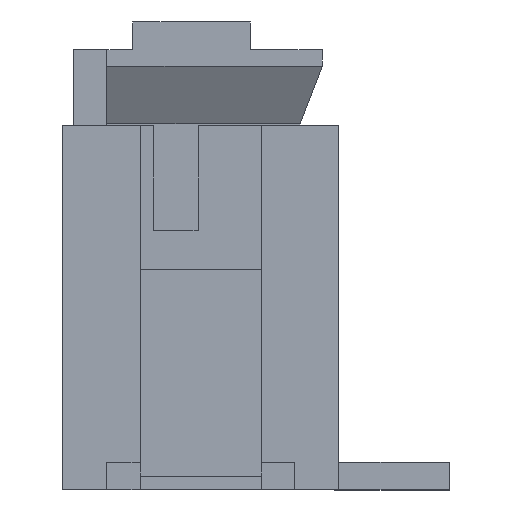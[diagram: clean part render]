
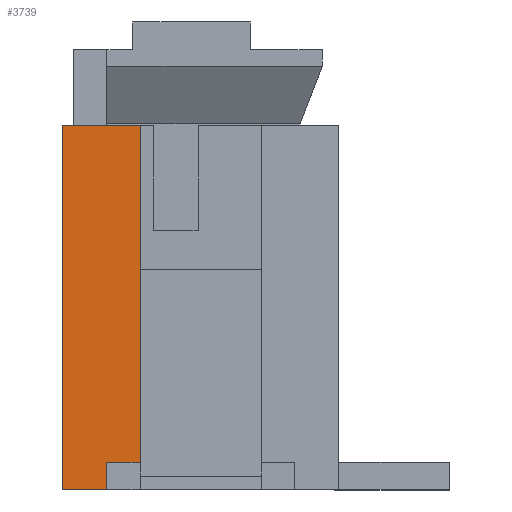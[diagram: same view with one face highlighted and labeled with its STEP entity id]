
A CAD part, left-side view. The second image highlights one B-rep face of the part: STEP entity #3739.
In plain terms, the highlighted planar face has unit normal (-1, 0, 0).
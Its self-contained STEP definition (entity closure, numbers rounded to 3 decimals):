
#507 = PLANE('',#508);
#508 = AXIS2_PLACEMENT_3D('',#509,#510,#511);
#509 = CARTESIAN_POINT('',(-5.6,1.7,0.5));
#510 = DIRECTION('',(0.,0.,-1.));
#511 = DIRECTION('',(0.,-1.,0.));
#944 = PLANE('',#945);
#945 = AXIS2_PLACEMENT_3D('',#946,#947,#948);
#946 = CARTESIAN_POINT('',(-7.,-2.5,0.));
#947 = DIRECTION('',(0.,0.,1.));
#948 = DIRECTION('',(0.,1.,0.));
#1246 = PLANE('',#1247);
#1247 = AXIS2_PLACEMENT_3D('',#1248,#1249,#1250);
#1248 = CARTESIAN_POINT('',(-7.,1.7,0.5));
#1249 = DIRECTION('',(0.,1.,0.));
#1250 = DIRECTION('',(0.,0.,-1.));
#1722 = VERTEX_POINT('',#1723);
#1723 = CARTESIAN_POINT('',(-7.,1.7,0.));
#1746 = VERTEX_POINT('',#1747);
#1747 = CARTESIAN_POINT('',(-7.,1.7,0.5));
#1768 = EDGE_CURVE('',#1746,#1722,#1769,.T.);
#1769 = SURFACE_CURVE('',#1770,(#1774,#1781),.PCURVE_S1.);
#1770 = LINE('',#1771,#1772);
#1771 = CARTESIAN_POINT('',(-7.,1.7,0.5));
#1772 = VECTOR('',#1773,1.);
#1773 = DIRECTION('',(0.,0.,-1.));
#1774 = PCURVE('',#1246,#1775);
#1775 = DEFINITIONAL_REPRESENTATION('',(#1776),#1780);
#1776 = LINE('',#1777,#1778);
#1777 = CARTESIAN_POINT('',(0.,0.));
#1778 = VECTOR('',#1779,1.);
#1779 = DIRECTION('',(1.,0.));
#1780 = ( GEOMETRIC_REPRESENTATION_CONTEXT(2) 
PARAMETRIC_REPRESENTATION_CONTEXT() REPRESENTATION_CONTEXT('2D SPACE',''
  ) );
#1781 = PCURVE('',#1782,#1787);
#1782 = PLANE('',#1783);
#1783 = AXIS2_PLACEMENT_3D('',#1784,#1785,#1786);
#1784 = CARTESIAN_POINT('',(-7.,2.5,6.6));
#1785 = DIRECTION('',(-1.,0.,0.));
#1786 = DIRECTION('',(0.,-1.,0.));
#1787 = DEFINITIONAL_REPRESENTATION('',(#1788),#1792);
#1788 = LINE('',#1789,#1790);
#1789 = CARTESIAN_POINT('',(0.8,-6.1));
#1790 = VECTOR('',#1791,1.);
#1791 = DIRECTION('',(0.,-1.));
#1792 = ( GEOMETRIC_REPRESENTATION_CONTEXT(2) 
PARAMETRIC_REPRESENTATION_CONTEXT() REPRESENTATION_CONTEXT('2D SPACE',''
  ) );
#1869 = PLANE('',#1870);
#1870 = AXIS2_PLACEMENT_3D('',#1871,#1872,#1873);
#1871 = CARTESIAN_POINT('',(-7.,1.1,0.));
#1872 = DIRECTION('',(0.,1.,0.));
#1873 = DIRECTION('',(-1.,0.,0.));
#2064 = VERTEX_POINT('',#2065);
#2065 = CARTESIAN_POINT('',(-7.,1.1,0.5));
#2086 = EDGE_CURVE('',#2064,#1746,#2087,.T.);
#2087 = SURFACE_CURVE('',#2088,(#2092,#2099),.PCURVE_S1.);
#2088 = LINE('',#2089,#2090);
#2089 = CARTESIAN_POINT('',(-7.,1.7,0.5));
#2090 = VECTOR('',#2091,1.);
#2091 = DIRECTION('',(0.,1.,0.));
#2092 = PCURVE('',#507,#2093);
#2093 = DEFINITIONAL_REPRESENTATION('',(#2094),#2098);
#2094 = LINE('',#2095,#2096);
#2095 = CARTESIAN_POINT('',(0.,1.4));
#2096 = VECTOR('',#2097,1.);
#2097 = DIRECTION('',(-1.,0.));
#2098 = ( GEOMETRIC_REPRESENTATION_CONTEXT(2) 
PARAMETRIC_REPRESENTATION_CONTEXT() REPRESENTATION_CONTEXT('2D SPACE',''
  ) );
#2099 = PCURVE('',#1782,#2100);
#2100 = DEFINITIONAL_REPRESENTATION('',(#2101),#2105);
#2101 = LINE('',#2102,#2103);
#2102 = CARTESIAN_POINT('',(0.8,-6.1));
#2103 = VECTOR('',#2104,1.);
#2104 = DIRECTION('',(-1.,0.));
#2105 = ( GEOMETRIC_REPRESENTATION_CONTEXT(2) 
PARAMETRIC_REPRESENTATION_CONTEXT() REPRESENTATION_CONTEXT('2D SPACE',''
  ) );
#3566 = EDGE_CURVE('',#3567,#1722,#3569,.T.);
#3567 = VERTEX_POINT('',#3568);
#3568 = CARTESIAN_POINT('',(-7.,2.5,0.));
#3569 = SURFACE_CURVE('',#3570,(#3574,#3581),.PCURVE_S1.);
#3570 = LINE('',#3571,#3572);
#3571 = CARTESIAN_POINT('',(-7.,-2.5,0.));
#3572 = VECTOR('',#3573,1.);
#3573 = DIRECTION('',(0.,-1.,0.));
#3574 = PCURVE('',#944,#3575);
#3575 = DEFINITIONAL_REPRESENTATION('',(#3576),#3580);
#3576 = LINE('',#3577,#3578);
#3577 = CARTESIAN_POINT('',(0.,0.));
#3578 = VECTOR('',#3579,1.);
#3579 = DIRECTION('',(-1.,0.));
#3580 = ( GEOMETRIC_REPRESENTATION_CONTEXT(2) 
PARAMETRIC_REPRESENTATION_CONTEXT() REPRESENTATION_CONTEXT('2D SPACE',''
  ) );
#3581 = PCURVE('',#1782,#3582);
#3582 = DEFINITIONAL_REPRESENTATION('',(#3583),#3587);
#3583 = LINE('',#3584,#3585);
#3584 = CARTESIAN_POINT('',(5.,-6.6));
#3585 = VECTOR('',#3586,1.);
#3586 = DIRECTION('',(1.,0.));
#3587 = ( GEOMETRIC_REPRESENTATION_CONTEXT(2) 
PARAMETRIC_REPRESENTATION_CONTEXT() REPRESENTATION_CONTEXT('2D SPACE',''
  ) );
#3605 = PLANE('',#3606);
#3606 = AXIS2_PLACEMENT_3D('',#3607,#3608,#3609);
#3607 = CARTESIAN_POINT('',(-7.,2.5,6.6));
#3608 = DIRECTION('',(0.,-1.,0.));
#3609 = DIRECTION('',(1.,0.,0.));
#3690 = VERTEX_POINT('',#3691);
#3691 = CARTESIAN_POINT('',(-7.,1.1,6.6));
#3705 = PLANE('',#3706);
#3706 = AXIS2_PLACEMENT_3D('',#3707,#3708,#3709);
#3707 = CARTESIAN_POINT('',(-7.,2.5,6.6));
#3708 = DIRECTION('',(0.,0.,-1.));
#3709 = DIRECTION('',(1.,0.,0.));
#3717 = EDGE_CURVE('',#2064,#3690,#3718,.T.);
#3718 = SURFACE_CURVE('',#3719,(#3723,#3730),.PCURVE_S1.);
#3719 = LINE('',#3720,#3721);
#3720 = CARTESIAN_POINT('',(-7.,1.1,0.));
#3721 = VECTOR('',#3722,1.);
#3722 = DIRECTION('',(0.,0.,1.));
#3723 = PCURVE('',#1869,#3724);
#3724 = DEFINITIONAL_REPRESENTATION('',(#3725),#3729);
#3725 = LINE('',#3726,#3727);
#3726 = CARTESIAN_POINT('',(0.,0.));
#3727 = VECTOR('',#3728,1.);
#3728 = DIRECTION('',(0.,1.));
#3729 = ( GEOMETRIC_REPRESENTATION_CONTEXT(2) 
PARAMETRIC_REPRESENTATION_CONTEXT() REPRESENTATION_CONTEXT('2D SPACE',''
  ) );
#3730 = PCURVE('',#1782,#3731);
#3731 = DEFINITIONAL_REPRESENTATION('',(#3732),#3736);
#3732 = LINE('',#3733,#3734);
#3733 = CARTESIAN_POINT('',(1.4,-6.6));
#3734 = VECTOR('',#3735,1.);
#3735 = DIRECTION('',(0.,1.));
#3736 = ( GEOMETRIC_REPRESENTATION_CONTEXT(2) 
PARAMETRIC_REPRESENTATION_CONTEXT() REPRESENTATION_CONTEXT('2D SPACE',''
  ) );
#3739 = ADVANCED_FACE('',(#3740),#1782,.T.);
#3740 = FACE_BOUND('',#3741,.T.);
#3741 = EDGE_LOOP('',(#3742,#3743,#3744,#3745,#3768,#3789));
#3742 = ORIENTED_EDGE('',*,*,#1768,.F.);
#3743 = ORIENTED_EDGE('',*,*,#2086,.F.);
#3744 = ORIENTED_EDGE('',*,*,#3717,.T.);
#3745 = ORIENTED_EDGE('',*,*,#3746,.T.);
#3746 = EDGE_CURVE('',#3690,#3747,#3749,.T.);
#3747 = VERTEX_POINT('',#3748);
#3748 = CARTESIAN_POINT('',(-7.,2.5,6.6));
#3749 = SURFACE_CURVE('',#3750,(#3754,#3761),.PCURVE_S1.);
#3750 = LINE('',#3751,#3752);
#3751 = CARTESIAN_POINT('',(-7.,2.5,6.6));
#3752 = VECTOR('',#3753,1.);
#3753 = DIRECTION('',(0.,1.,0.));
#3754 = PCURVE('',#1782,#3755);
#3755 = DEFINITIONAL_REPRESENTATION('',(#3756),#3760);
#3756 = LINE('',#3757,#3758);
#3757 = CARTESIAN_POINT('',(0.,0.));
#3758 = VECTOR('',#3759,1.);
#3759 = DIRECTION('',(-1.,0.));
#3760 = ( GEOMETRIC_REPRESENTATION_CONTEXT(2) 
PARAMETRIC_REPRESENTATION_CONTEXT() REPRESENTATION_CONTEXT('2D SPACE',''
  ) );
#3761 = PCURVE('',#3705,#3762);
#3762 = DEFINITIONAL_REPRESENTATION('',(#3763),#3767);
#3763 = LINE('',#3764,#3765);
#3764 = CARTESIAN_POINT('',(0.,0.));
#3765 = VECTOR('',#3766,1.);
#3766 = DIRECTION('',(0.,-1.));
#3767 = ( GEOMETRIC_REPRESENTATION_CONTEXT(2) 
PARAMETRIC_REPRESENTATION_CONTEXT() REPRESENTATION_CONTEXT('2D SPACE',''
  ) );
#3768 = ORIENTED_EDGE('',*,*,#3769,.T.);
#3769 = EDGE_CURVE('',#3747,#3567,#3770,.T.);
#3770 = SURFACE_CURVE('',#3771,(#3775,#3782),.PCURVE_S1.);
#3771 = LINE('',#3772,#3773);
#3772 = CARTESIAN_POINT('',(-7.,2.5,6.6));
#3773 = VECTOR('',#3774,1.);
#3774 = DIRECTION('',(0.,0.,-1.));
#3775 = PCURVE('',#1782,#3776);
#3776 = DEFINITIONAL_REPRESENTATION('',(#3777),#3781);
#3777 = LINE('',#3778,#3779);
#3778 = CARTESIAN_POINT('',(0.,0.));
#3779 = VECTOR('',#3780,1.);
#3780 = DIRECTION('',(0.,-1.));
#3781 = ( GEOMETRIC_REPRESENTATION_CONTEXT(2) 
PARAMETRIC_REPRESENTATION_CONTEXT() REPRESENTATION_CONTEXT('2D SPACE',''
  ) );
#3782 = PCURVE('',#3605,#3783);
#3783 = DEFINITIONAL_REPRESENTATION('',(#3784),#3788);
#3784 = LINE('',#3785,#3786);
#3785 = CARTESIAN_POINT('',(0.,0.));
#3786 = VECTOR('',#3787,1.);
#3787 = DIRECTION('',(0.,-1.));
#3788 = ( GEOMETRIC_REPRESENTATION_CONTEXT(2) 
PARAMETRIC_REPRESENTATION_CONTEXT() REPRESENTATION_CONTEXT('2D SPACE',''
  ) );
#3789 = ORIENTED_EDGE('',*,*,#3566,.T.);
